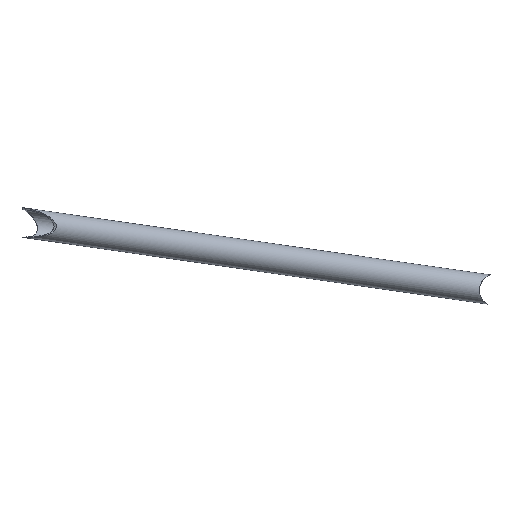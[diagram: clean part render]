
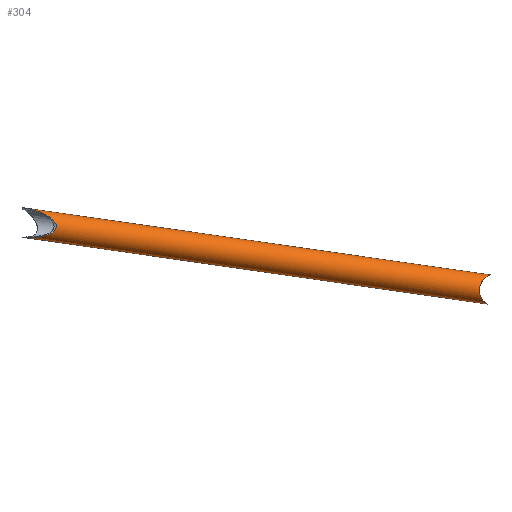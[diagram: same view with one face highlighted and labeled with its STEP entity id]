
A CAD part, top view. The second image highlights one B-rep face of the part: STEP entity #304.
In plain terms, the highlighted cylindrical face has radius 12.5 mm (diameter 25 mm), a partial arc.
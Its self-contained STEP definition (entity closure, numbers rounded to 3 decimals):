
#116=CARTESIAN_POINT('Vertex',(45.22,193.052,-53.481)) ;
#120=CARTESIAN_POINT('Control Point',(45.22,193.052,-53.481)) ;
#121=CARTESIAN_POINT('Control Point',(45.22,193.052,-52.986)) ;
#122=CARTESIAN_POINT('Control Point',(45.184,193.038,-52.491)) ;
#123=CARTESIAN_POINT('Control Point',(45.117,193.012,-51.999)) ;
#124=CARTESIAN_POINT('Control Point',(44.906,192.928,-50.88)) ;
#125=CARTESIAN_POINT('Control Point',(44.59,192.793,-49.789)) ;
#126=CARTESIAN_POINT('Control Point',(44.387,192.701,-49.182)) ;
#127=CARTESIAN_POINT('Control Point',(43.72,192.383,-47.378)) ;
#128=CARTESIAN_POINT('Control Point',(42.923,191.934,-45.653)) ;
#129=CARTESIAN_POINT('Control Point',(42.363,191.576,-44.53)) ;
#130=CARTESIAN_POINT('Control Point',(41.346,190.83,-42.614)) ;
#131=CARTESIAN_POINT('Control Point',(40.306,189.85,-40.823)) ;
#132=CARTESIAN_POINT('Control Point',(39.858,189.38,-40.078)) ;
#133=CARTESIAN_POINT('Control Point',(39.004,188.367,-38.706)) ;
#134=CARTESIAN_POINT('Control Point',(38.197,187.121,-37.51)) ;
#135=CARTESIAN_POINT('Control Point',(37.825,186.459,-36.983)) ;
#136=CARTESIAN_POINT('Control Point',(37.231,185.195,-36.195)) ;
#137=CARTESIAN_POINT('Control Point',(36.771,183.748,-35.7)) ;
#138=CARTESIAN_POINT('Control Point',(36.607,183.104,-35.553)) ;
#139=CARTESIAN_POINT('Control Point',(36.415,182.087,-35.441)) ;
#140=CARTESIAN_POINT('Control Point',(36.317,181.058,-35.501)) ;
#141=CARTESIAN_POINT('Control Point',(36.294,180.702,-35.542)) ;
#142=CARTESIAN_POINT('Control Point',(36.284,180.349,-35.603)) ;
#143=CARTESIAN_POINT('Control Point',(36.284,180.,-35.683)) ;
#144=CARTESIAN_POINT('Vertex',(36.284,180.,-35.683)) ;
#163=CARTESIAN_POINT('Control Point',(42.823,168.153,-53.473)) ;
#164=CARTESIAN_POINT('Control Point',(42.752,168.198,-52.548)) ;
#165=CARTESIAN_POINT('Control Point',(42.563,168.318,-51.634)) ;
#166=CARTESIAN_POINT('Control Point',(42.314,168.483,-50.756)) ;
#167=CARTESIAN_POINT('Control Point',(41.903,168.776,-49.51)) ;
#168=CARTESIAN_POINT('Control Point',(41.446,169.14,-48.301)) ;
#169=CARTESIAN_POINT('Control Point',(41.301,169.259,-47.931)) ;
#170=CARTESIAN_POINT('Control Point',(40.691,169.779,-46.407)) ;
#171=CARTESIAN_POINT('Control Point',(40.05,170.409,-44.936)) ;
#172=CARTESIAN_POINT('Control Point',(39.564,170.948,-43.846)) ;
#173=CARTESIAN_POINT('Control Point',(38.642,172.122,-41.795)) ;
#174=CARTESIAN_POINT('Control Point',(37.801,173.58,-39.899)) ;
#175=CARTESIAN_POINT('Control Point',(37.422,174.36,-39.026)) ;
#176=CARTESIAN_POINT('Control Point',(36.848,175.834,-37.646)) ;
#177=CARTESIAN_POINT('Control Point',(36.464,177.578,-36.559)) ;
#178=CARTESIAN_POINT('Control Point',(36.346,178.349,-36.171)) ;
#179=CARTESIAN_POINT('Control Point',(36.284,179.162,-35.874)) ;
#180=CARTESIAN_POINT('Control Point',(36.284,180.,-35.683)) ;
#181=CARTESIAN_POINT('Vertex',(42.823,168.153,-53.473)) ;
#214=CARTESIAN_POINT('Axis2P3D Location',(-152.331,208.6,52.377)) ;
#219=CARTESIAN_POINT('Line Origine',(-150.567,220.975,52.377)) ;
#223=CARTESIAN_POINT('Vertex',(-350.839,249.537,160.66)) ;
#227=CARTESIAN_POINT('Control Point',(-350.839,249.537,160.66)) ;
#228=CARTESIAN_POINT('Control Point',(-350.521,249.492,160.95)) ;
#229=CARTESIAN_POINT('Control Point',(-350.201,249.426,161.233)) ;
#230=CARTESIAN_POINT('Control Point',(-349.883,249.341,161.514)) ;
#231=CARTESIAN_POINT('Vertex',(-349.883,249.341,161.514)) ;
#235=CARTESIAN_POINT('Control Point',(-352.609,224.631,161.451)) ;
#236=CARTESIAN_POINT('Control Point',(-350.313,224.419,161.268)) ;
#237=CARTESIAN_POINT('Control Point',(-348.01,224.294,161.085)) ;
#238=CARTESIAN_POINT('Control Point',(-345.716,224.26,160.904)) ;
#239=CARTESIAN_POINT('Control Point',(-341.7,224.372,160.59)) ;
#240=CARTESIAN_POINT('Control Point',(-337.713,224.846,160.281)) ;
#241=CARTESIAN_POINT('Control Point',(-336.038,225.12,160.152)) ;
#242=CARTESIAN_POINT('Control Point',(-333.119,225.753,159.93)) ;
#243=CARTESIAN_POINT('Control Point',(-330.304,226.742,159.719)) ;
#244=CARTESIAN_POINT('Control Point',(-329.136,227.241,159.633)) ;
#245=CARTESIAN_POINT('Control Point',(-327.331,228.193,159.501)) ;
#246=CARTESIAN_POINT('Control Point',(-325.772,229.492,159.393)) ;
#247=CARTESIAN_POINT('Control Point',(-325.236,230.032,159.357)) ;
#248=CARTESIAN_POINT('Control Point',(-324.52,230.968,159.311)) ;
#249=CARTESIAN_POINT('Control Point',(-324.058,232.041,159.287)) ;
#250=CARTESIAN_POINT('Control Point',(-323.931,232.438,159.281)) ;
#251=CARTESIAN_POINT('Control Point',(-323.767,233.233,159.277)) ;
#252=CARTESIAN_POINT('Control Point',(-323.763,234.044,159.286)) ;
#253=CARTESIAN_POINT('Control Point',(-323.8,234.437,159.293)) ;
#254=CARTESIAN_POINT('Control Point',(-323.995,235.508,159.321)) ;
#255=CARTESIAN_POINT('Control Point',(-324.421,236.516,159.366)) ;
#256=CARTESIAN_POINT('Control Point',(-324.765,237.126,159.4)) ;
#257=CARTESIAN_POINT('Control Point',(-325.991,238.922,159.516)) ;
#258=CARTESIAN_POINT('Control Point',(-327.599,240.413,159.66)) ;
#259=CARTESIAN_POINT('Control Point',(-328.757,241.314,159.761)) ;
#260=CARTESIAN_POINT('Control Point',(-331.594,243.219,160.006)) ;
#261=CARTESIAN_POINT('Control Point',(-334.656,244.746,160.264)) ;
#262=CARTESIAN_POINT('Control Point',(-336.417,245.513,160.411)) ;
#263=CARTESIAN_POINT('Control Point',(-340.124,246.933,160.719)) ;
#264=CARTESIAN_POINT('Control Point',(-343.935,248.047,161.031)) ;
#265=CARTESIAN_POINT('Control Point',(-345.899,248.544,161.191)) ;
#266=CARTESIAN_POINT('Control Point',(-347.885,248.976,161.353)) ;
#267=CARTESIAN_POINT('Control Point',(-349.883,249.341,161.514)) ;
#268=CARTESIAN_POINT('Vertex',(-352.609,224.631,161.451)) ;
#272=CARTESIAN_POINT('Control Point',(-352.609,224.631,161.451)) ;
#273=CARTESIAN_POINT('Control Point',(-352.003,224.504,160.746)) ;
#274=CARTESIAN_POINT('Control Point',(-351.441,224.388,160.)) ;
#275=CARTESIAN_POINT('Control Point',(-350.889,224.291,159.249)) ;
#276=CARTESIAN_POINT('Control Point',(-350.348,224.214,158.486)) ;
#277=CARTESIAN_POINT('Vertex',(-350.348,224.214,158.486)) ;
#280=CARTESIAN_POINT('Line Origine',(-154.096,196.225,52.377)) ;
#284=CARTESIAN_POINT('Vertex',(38.606,168.743,-51.813)) ;
#288=CARTESIAN_POINT('Control Point',(42.823,168.153,-53.473)) ;
#289=CARTESIAN_POINT('Control Point',(41.813,168.296,-52.956)) ;
#290=CARTESIAN_POINT('Control Point',(40.754,168.441,-52.542)) ;
#291=CARTESIAN_POINT('Control Point',(39.685,168.589,-52.162)) ;
#292=CARTESIAN_POINT('Control Point',(38.606,168.743,-51.813)) ;
#215=DIRECTION('Axis2P3D Direction',(0.873,-0.124,-0.472)) ;
#216=DIRECTION('Axis2P3D XDirection',(0.141,0.99,0.)) ;
#220=DIRECTION('Vector Direction',(0.873,-0.124,-0.472)) ;
#281=DIRECTION('Vector Direction',(0.873,-0.124,-0.472)) ;
#217=AXIS2_PLACEMENT_3D('Cylinder Axis2P3D',#214,#215,#216) ;
#295=ORIENTED_EDGE('',*,*,#183,.T.) ;
#296=ORIENTED_EDGE('',*,*,#146,.F.) ;
#297=ORIENTED_EDGE('',*,*,#225,.F.) ;
#298=ORIENTED_EDGE('',*,*,#233,.T.) ;
#299=ORIENTED_EDGE('',*,*,#270,.F.) ;
#300=ORIENTED_EDGE('',*,*,#279,.T.) ;
#301=ORIENTED_EDGE('',*,*,#286,.T.) ;
#302=ORIENTED_EDGE('',*,*,#293,.F.) ;
#221=VECTOR('Line Direction',#220,1.) ;
#282=VECTOR('Line Direction',#281,1.) ;
#304=ADVANCED_FACE('PartBody',(#303),#218,.T.) ;
#119=B_SPLINE_CURVE_WITH_KNOTS('',5,(#120,#121,#122,#123,#124,#125,#126,#127,#128,#129,#130,#131,#132,#133,#134,#135,#136,#137,#138,#139,#140,#141,#142,#143),.UNSPECIFIED.,.F.,.U.,(6,3,3,3,3,3,3,6),(0.,3.5,8.068,17.277,24.252,30.72,35.492,38.023),.UNSPECIFIED.) ;
#162=B_SPLINE_CURVE_WITH_KNOTS('',5,(#163,#164,#165,#166,#167,#168,#169,#170,#171,#172,#173,#174,#175,#176,#177,#178,#179,#180),.UNSPECIFIED.,.F.,.U.,(6,3,3,3,3,6),(0.898,7.461,10.393,19.634,28.289,34.364),.UNSPECIFIED.) ;
#226=B_SPLINE_CURVE_WITH_KNOTS('',3,(#227,#228,#229,#230),.UNSPECIFIED.,.F.,.U.,(4,4),(0.,1.835),.UNSPECIFIED.) ;
#234=B_SPLINE_CURVE_WITH_KNOTS('',5,(#235,#236,#237,#238,#239,#240,#241,#242,#243,#244,#245,#246,#247,#248,#249,#250,#251,#252,#253,#254,#255,#256,#257,#258,#259,#260,#261,#262,#263,#264,#265,#266,#267),.UNSPECIFIED.,.F.,.U.,(6,3,3,3,3,3,3,3,3,3,6),(6.29,22.647,34.744,43.77,49.073,52.002,54.781,59.675,70.143,83.867,98.275),.UNSPECIFIED.) ;
#271=B_SPLINE_CURVE_WITH_KNOTS('',4,(#272,#273,#274,#275,#276),.UNSPECIFIED.,.F.,.U.,(5,5),(5.132,10.443),.UNSPECIFIED.) ;
#287=B_SPLINE_CURVE_WITH_KNOTS('',4,(#288,#289,#290,#291,#292),.UNSPECIFIED.,.F.,.U.,(5,5),(4.898,11.368),.UNSPECIFIED.) ;
#218=CYLINDRICAL_SURFACE('generated cylinder',#217,12.5) ;
#146=EDGE_CURVE('',#117,#145,#119,.T.) ;
#183=EDGE_CURVE('',#182,#145,#162,.T.) ;
#225=EDGE_CURVE('',#224,#117,#222,.T.) ;
#233=EDGE_CURVE('',#224,#232,#226,.T.) ;
#270=EDGE_CURVE('',#269,#232,#234,.T.) ;
#279=EDGE_CURVE('',#269,#278,#271,.T.) ;
#286=EDGE_CURVE('',#278,#285,#283,.T.) ;
#293=EDGE_CURVE('',#182,#285,#287,.T.) ;
#294=EDGE_LOOP('',(#295,#296,#297,#298,#299,#300,#301,#302)) ;
#303=FACE_OUTER_BOUND('',#294,.T.) ;
#222=LINE('Line',#219,#221) ;
#283=LINE('Line',#280,#282) ;
#117=VERTEX_POINT('',#116) ;
#145=VERTEX_POINT('',#144) ;
#182=VERTEX_POINT('',#181) ;
#224=VERTEX_POINT('',#223) ;
#232=VERTEX_POINT('',#231) ;
#269=VERTEX_POINT('',#268) ;
#278=VERTEX_POINT('',#277) ;
#285=VERTEX_POINT('',#284) ;
